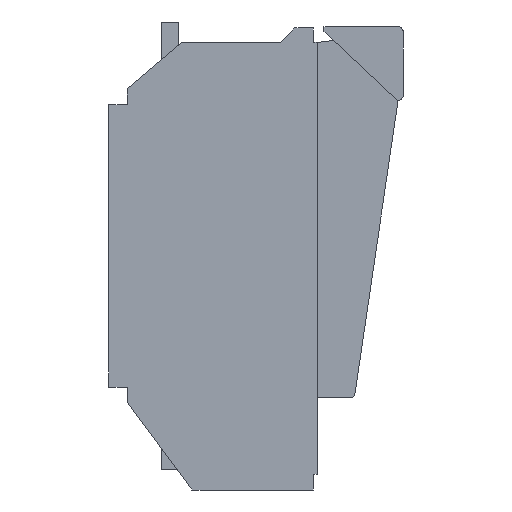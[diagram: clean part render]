
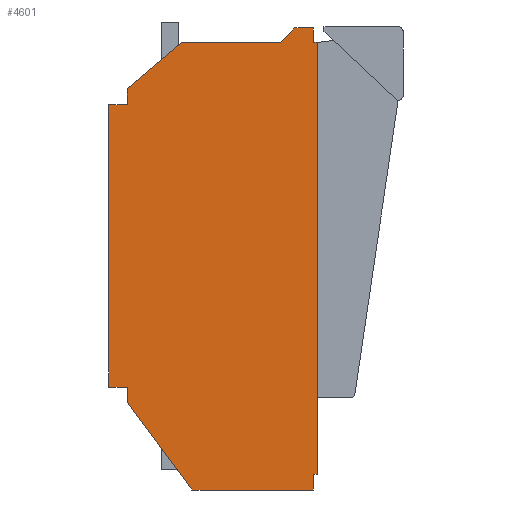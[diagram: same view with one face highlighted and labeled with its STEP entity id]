
A CAD part, front view. The second image highlights one B-rep face of the part: STEP entity #4601.
In plain terms, the highlighted planar face has unit normal (0, -1, 0).
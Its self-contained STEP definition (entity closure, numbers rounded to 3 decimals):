
#4492=AXIS2_PLACEMENT_3D('Plane Axis2P3D',#4489,#4490,#4491) ;
#4099=CARTESIAN_POINT('Vertex',(0.,-162.,107.)) ;
#4113=CARTESIAN_POINT('Vertex',(0.,-162.,-107.)) ;
#4116=CARTESIAN_POINT('Line Origine',(0.,-162.,0.)) ;
#4261=CARTESIAN_POINT('Vertex',(14.,-162.,107.)) ;
#4297=CARTESIAN_POINT('Line Origine',(7.,-162.,107.)) ;
#4470=CARTESIAN_POINT('Vertex',(14.,-162.,-107.)) ;
#4473=CARTESIAN_POINT('Line Origine',(7.,-162.,-107.)) ;
#4489=CARTESIAN_POINT('Axis2P3D Location',(0.,-162.,0.)) ;
#4494=CARTESIAN_POINT('Line Origine',(14.,-162.,113.)) ;
#4498=CARTESIAN_POINT('Vertex',(14.,-162.,119.)) ;
#4501=CARTESIAN_POINT('Line Origine',(14.,-162.,-113.)) ;
#4505=CARTESIAN_POINT('Vertex',(14.,-162.,-119.)) ;
#4508=CARTESIAN_POINT('Line Origine',(38.5,-162.,-152.)) ;
#4512=CARTESIAN_POINT('Vertex',(63.,-162.,-185.)) ;
#4515=CARTESIAN_POINT('Line Origine',(109.,-162.,-185.)) ;
#4519=CARTESIAN_POINT('Vertex',(155.,-162.,-185.)) ;
#4522=CARTESIAN_POINT('Line Origine',(155.,-162.,-179.)) ;
#4526=CARTESIAN_POINT('Vertex',(155.,-162.,-173.)) ;
#4529=CARTESIAN_POINT('Line Origine',(156.5,-162.,-173.)) ;
#4533=CARTESIAN_POINT('Vertex',(158.,-162.,-173.)) ;
#4536=CARTESIAN_POINT('Line Origine',(158.,-162.,-9.5)) ;
#4540=CARTESIAN_POINT('Vertex',(158.,-162.,154.)) ;
#4543=CARTESIAN_POINT('Line Origine',(156.5,-162.,154.)) ;
#4547=CARTESIAN_POINT('Vertex',(155.,-162.,154.)) ;
#4550=CARTESIAN_POINT('Line Origine',(155.,-162.,159.5)) ;
#4554=CARTESIAN_POINT('Vertex',(155.,-162.,165.)) ;
#4557=CARTESIAN_POINT('Line Origine',(148.,-162.,165.)) ;
#4561=CARTESIAN_POINT('Vertex',(141.,-162.,165.)) ;
#4564=CARTESIAN_POINT('Line Origine',(135.5,-162.,159.5)) ;
#4568=CARTESIAN_POINT('Vertex',(130.,-162.,154.)) ;
#4571=CARTESIAN_POINT('Line Origine',(92.5,-162.,154.)) ;
#4575=CARTESIAN_POINT('Vertex',(55.,-162.,154.)) ;
#4578=CARTESIAN_POINT('Line Origine',(34.5,-162.,136.5)) ;
#4117=DIRECTION('Vector Direction',(0.,0.,-1.)) ;
#4298=DIRECTION('Vector Direction',(-1.,0.,0.)) ;
#4474=DIRECTION('Vector Direction',(1.,0.,0.)) ;
#4490=DIRECTION('Axis2P3D Direction',(0.,-1.,0.)) ;
#4491=DIRECTION('Axis2P3D XDirection',(0.,0.,-1.)) ;
#4495=DIRECTION('Vector Direction',(0.,0.,1.)) ;
#4502=DIRECTION('Vector Direction',(0.,0.,1.)) ;
#4509=DIRECTION('Vector Direction',(-0.596,0.,0.803)) ;
#4516=DIRECTION('Vector Direction',(-1.,0.,0.)) ;
#4523=DIRECTION('Vector Direction',(0.,0.,-1.)) ;
#4530=DIRECTION('Vector Direction',(-1.,0.,0.)) ;
#4537=DIRECTION('Vector Direction',(0.,0.,-1.)) ;
#4544=DIRECTION('Vector Direction',(1.,0.,0.)) ;
#4551=DIRECTION('Vector Direction',(0.,0.,-1.)) ;
#4558=DIRECTION('Vector Direction',(1.,0.,0.)) ;
#4565=DIRECTION('Vector Direction',(0.707,0.,0.707)) ;
#4572=DIRECTION('Vector Direction',(1.,0.,0.)) ;
#4579=DIRECTION('Vector Direction',(0.761,0.,0.649)) ;
#4118=VECTOR('Line Direction',#4117,1.) ;
#4299=VECTOR('Line Direction',#4298,1.) ;
#4475=VECTOR('Line Direction',#4474,1.) ;
#4496=VECTOR('Line Direction',#4495,1.) ;
#4503=VECTOR('Line Direction',#4502,1.) ;
#4510=VECTOR('Line Direction',#4509,1.) ;
#4517=VECTOR('Line Direction',#4516,1.) ;
#4524=VECTOR('Line Direction',#4523,1.) ;
#4531=VECTOR('Line Direction',#4530,1.) ;
#4538=VECTOR('Line Direction',#4537,1.) ;
#4545=VECTOR('Line Direction',#4544,1.) ;
#4552=VECTOR('Line Direction',#4551,1.) ;
#4559=VECTOR('Line Direction',#4558,1.) ;
#4566=VECTOR('Line Direction',#4565,1.) ;
#4573=VECTOR('Line Direction',#4572,1.) ;
#4580=VECTOR('Line Direction',#4579,1.) ;
#4584=ORIENTED_EDGE('',*,*,#4500,.T.) ;
#4585=ORIENTED_EDGE('',*,*,#4301,.T.) ;
#4586=ORIENTED_EDGE('',*,*,#4120,.T.) ;
#4587=ORIENTED_EDGE('',*,*,#4477,.T.) ;
#4588=ORIENTED_EDGE('',*,*,#4507,.T.) ;
#4589=ORIENTED_EDGE('',*,*,#4514,.T.) ;
#4590=ORIENTED_EDGE('',*,*,#4521,.T.) ;
#4591=ORIENTED_EDGE('',*,*,#4528,.T.) ;
#4592=ORIENTED_EDGE('',*,*,#4535,.T.) ;
#4593=ORIENTED_EDGE('',*,*,#4542,.T.) ;
#4594=ORIENTED_EDGE('',*,*,#4549,.T.) ;
#4595=ORIENTED_EDGE('',*,*,#4556,.T.) ;
#4596=ORIENTED_EDGE('',*,*,#4563,.T.) ;
#4597=ORIENTED_EDGE('',*,*,#4570,.T.) ;
#4598=ORIENTED_EDGE('',*,*,#4577,.T.) ;
#4599=ORIENTED_EDGE('',*,*,#4582,.T.) ;
#4601=ADVANCED_FACE('K\X2\00F6\X0\rper.6',(#4600),#4493,.T.) ;
#4120=EDGE_CURVE('',#4100,#4114,#4119,.T.) ;
#4301=EDGE_CURVE('',#4262,#4100,#4300,.T.) ;
#4477=EDGE_CURVE('',#4114,#4471,#4476,.T.) ;
#4500=EDGE_CURVE('',#4499,#4262,#4497,.F.) ;
#4507=EDGE_CURVE('',#4471,#4506,#4504,.F.) ;
#4514=EDGE_CURVE('',#4506,#4513,#4511,.F.) ;
#4521=EDGE_CURVE('',#4513,#4520,#4518,.F.) ;
#4528=EDGE_CURVE('',#4520,#4527,#4525,.F.) ;
#4535=EDGE_CURVE('',#4527,#4534,#4532,.F.) ;
#4542=EDGE_CURVE('',#4534,#4541,#4539,.F.) ;
#4549=EDGE_CURVE('',#4541,#4548,#4546,.F.) ;
#4556=EDGE_CURVE('',#4548,#4555,#4553,.F.) ;
#4563=EDGE_CURVE('',#4555,#4562,#4560,.F.) ;
#4570=EDGE_CURVE('',#4562,#4569,#4567,.F.) ;
#4577=EDGE_CURVE('',#4569,#4576,#4574,.F.) ;
#4582=EDGE_CURVE('',#4576,#4499,#4581,.F.) ;
#4583=EDGE_LOOP('',(#4584,#4585,#4586,#4587,#4588,#4589,#4590,#4591,#4592,#4593,#4594,#4595,#4596,#4597,#4598,#4599)) ;
#4600=FACE_OUTER_BOUND('',#4583,.T.) ;
#4119=LINE('Line',#4116,#4118) ;
#4300=LINE('Line',#4297,#4299) ;
#4476=LINE('Line',#4473,#4475) ;
#4497=LINE('Line',#4494,#4496) ;
#4504=LINE('Line',#4501,#4503) ;
#4511=LINE('Line',#4508,#4510) ;
#4518=LINE('Line',#4515,#4517) ;
#4525=LINE('Line',#4522,#4524) ;
#4532=LINE('Line',#4529,#4531) ;
#4539=LINE('Line',#4536,#4538) ;
#4546=LINE('Line',#4543,#4545) ;
#4553=LINE('Line',#4550,#4552) ;
#4560=LINE('Line',#4557,#4559) ;
#4567=LINE('Line',#4564,#4566) ;
#4574=LINE('Line',#4571,#4573) ;
#4581=LINE('Line',#4578,#4580) ;
#4493=PLANE('Plane',#4492) ;
#4100=VERTEX_POINT('',#4099) ;
#4114=VERTEX_POINT('',#4113) ;
#4262=VERTEX_POINT('',#4261) ;
#4471=VERTEX_POINT('',#4470) ;
#4499=VERTEX_POINT('',#4498) ;
#4506=VERTEX_POINT('',#4505) ;
#4513=VERTEX_POINT('',#4512) ;
#4520=VERTEX_POINT('',#4519) ;
#4527=VERTEX_POINT('',#4526) ;
#4534=VERTEX_POINT('',#4533) ;
#4541=VERTEX_POINT('',#4540) ;
#4548=VERTEX_POINT('',#4547) ;
#4555=VERTEX_POINT('',#4554) ;
#4562=VERTEX_POINT('',#4561) ;
#4569=VERTEX_POINT('',#4568) ;
#4576=VERTEX_POINT('',#4575) ;
